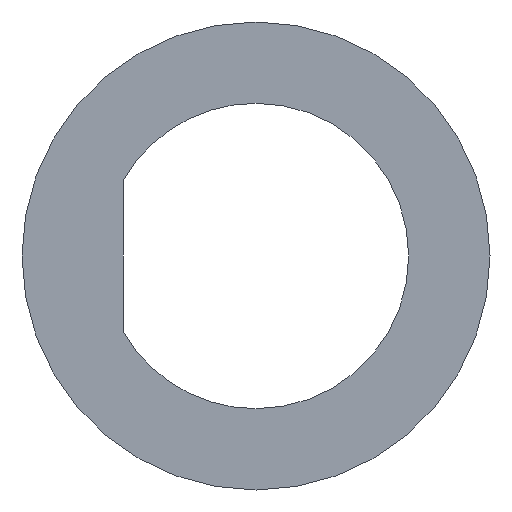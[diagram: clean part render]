
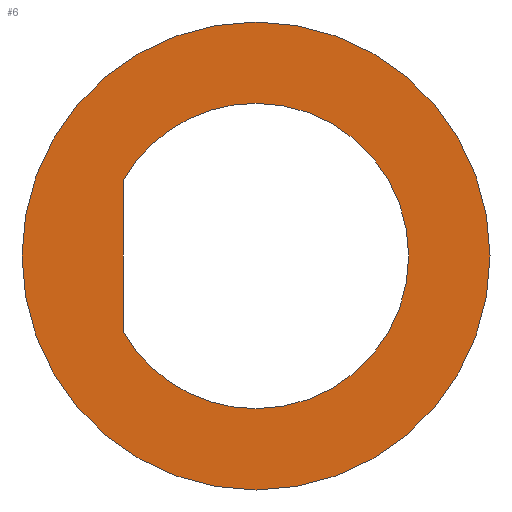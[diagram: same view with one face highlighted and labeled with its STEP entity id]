
A CAD part, front view. The second image highlights one B-rep face of the part: STEP entity #6.
In plain terms, the highlighted planar face has unit normal (0, -1, 0).
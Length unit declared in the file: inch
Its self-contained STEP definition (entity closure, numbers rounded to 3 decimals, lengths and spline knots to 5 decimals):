
#6 = ADVANCED_FACE ( 'NONE', ( #216, #198 ), #197, .F. ) ;
#7 = EDGE_LOOP ( 'NONE', ( #236, #106, #183, #184 ) ) ;
#17 = EDGE_CURVE ( 'NONE', #26, #18, #191, .T. ) ;
#18 = VERTEX_POINT ( 'NONE', #186 ) ;
#26 = VERTEX_POINT ( 'NONE', #156 ) ;
#51 = EDGE_LOOP ( 'NONE', ( #52, #53 ) ) ;
#52 = ORIENTED_EDGE ( 'NONE', *, *, #71, .F. ) ;
#53 = ORIENTED_EDGE ( 'NONE', *, *, #17, .F. ) ;
#71 = EDGE_CURVE ( 'NONE', #18, #26, #319, .T. ) ;
#87 = EDGE_CURVE ( 'NONE', #88, #97, #430, .T. ) ;
#88 = VERTEX_POINT ( 'NONE', #303 ) ;
#96 = EDGE_CURVE ( 'NONE', #97, #98, #349, .T. ) ;
#97 = VERTEX_POINT ( 'NONE', #344 ) ;
#98 = VERTEX_POINT ( 'NONE', #343 ) ;
#106 = ORIENTED_EDGE ( 'NONE', *, *, #203, .T. ) ;
#107 = EDGE_CURVE ( 'NONE', #98, #110, #388, .T. ) ;
#110 = VERTEX_POINT ( 'NONE', #384 ) ;
#130 = DIRECTION ( 'NONE',  ( 0., 0., 1. ) ) ;
#131 = DIRECTION ( 'NONE',  ( 0., 1., 0. ) ) ;
#132 = CARTESIAN_POINT ( 'NONE',  ( 0., 0., 0. ) ) ;
#133 = AXIS2_PLACEMENT_3D ( 'NONE', #132, #131, #130 ) ;
#156 = CARTESIAN_POINT ( 'NONE',  ( 0., 0., 0.295 ) ) ;
#183 = ORIENTED_EDGE ( 'NONE', *, *, #87, .T. ) ;
#184 = ORIENTED_EDGE ( 'NONE', *, *, #96, .T. ) ;
#186 = CARTESIAN_POINT ( 'NONE',  ( 0., 0., -0.295 ) ) ;
#187 = DIRECTION ( 'NONE',  ( 0., 0., 1. ) ) ;
#188 = DIRECTION ( 'NONE',  ( 0., 1., 0. ) ) ;
#189 = CARTESIAN_POINT ( 'NONE',  ( 0., 0., 0. ) ) ;
#190 = AXIS2_PLACEMENT_3D ( 'NONE', #189, #188, #187 ) ;
#191 = CIRCLE ( 'NONE', #190, 0.295 ) ;
#197 = PLANE ( 'NONE',  #133 ) ;
#198 = FACE_OUTER_BOUND ( 'NONE', #51, .T. ) ;
#203 = EDGE_CURVE ( 'NONE', #110, #88, #493, .T. ) ;
#216 = FACE_BOUND ( 'NONE', #7, .T. ) ;
#236 = ORIENTED_EDGE ( 'NONE', *, *, #107, .T. ) ;
#303 = CARTESIAN_POINT ( 'NONE',  ( 0., 0., 0.1925 ) ) ;
#304 = DIRECTION ( 'NONE',  ( 0., 0., 1. ) ) ;
#305 = DIRECTION ( 'NONE',  ( 0., 1., 0. ) ) ;
#306 = CARTESIAN_POINT ( 'NONE',  ( 0., 0., 0. ) ) ;
#307 = AXIS2_PLACEMENT_3D ( 'NONE', #306, #305, #304 ) ;
#316 = DIRECTION ( 'NONE',  ( 0., 0., 1. ) ) ;
#317 = DIRECTION ( 'NONE',  ( 0., 1., 0. ) ) ;
#318 = AXIS2_PLACEMENT_3D ( 'NONE', #383, #317, #316 ) ;
#319 = CIRCLE ( 'NONE', #318, 0.295 ) ;
#343 = CARTESIAN_POINT ( 'NONE',  ( -0.1675, 0., -0.09487 ) ) ;
#344 = CARTESIAN_POINT ( 'NONE',  ( 0., 0., -0.1925 ) ) ;
#345 = DIRECTION ( 'NONE',  ( 0., 0., 1. ) ) ;
#346 = DIRECTION ( 'NONE',  ( 0., 1., 0. ) ) ;
#347 = CARTESIAN_POINT ( 'NONE',  ( 0., 0., 0. ) ) ;
#348 = AXIS2_PLACEMENT_3D ( 'NONE', #347, #346, #345 ) ;
#349 = CIRCLE ( 'NONE', #348, 0.1925 ) ;
#383 = CARTESIAN_POINT ( 'NONE',  ( 0., 0., 0. ) ) ;
#384 = CARTESIAN_POINT ( 'NONE',  ( -0.1675, 0., 0.09487 ) ) ;
#385 = DIRECTION ( 'NONE',  ( 0., 0., 1. ) ) ;
#386 = VECTOR ( 'NONE', #385, 39.37008 ) ;
#387 = CARTESIAN_POINT ( 'NONE',  ( -0.1675, 0., 0.09487 ) ) ;
#388 = LINE ( 'NONE', #387, #386 ) ;
#430 = CIRCLE ( 'NONE', #307, 0.1925 ) ;
#488 = DIRECTION ( 'NONE',  ( 0., 0., 1. ) ) ;
#489 = DIRECTION ( 'NONE',  ( 0., 1., 0. ) ) ;
#490 = CARTESIAN_POINT ( 'NONE',  ( 0., 0., 0. ) ) ;
#491 = AXIS2_PLACEMENT_3D ( 'NONE', #490, #489, #488 ) ;
#493 = CIRCLE ( 'NONE', #491, 0.1925 ) ;
